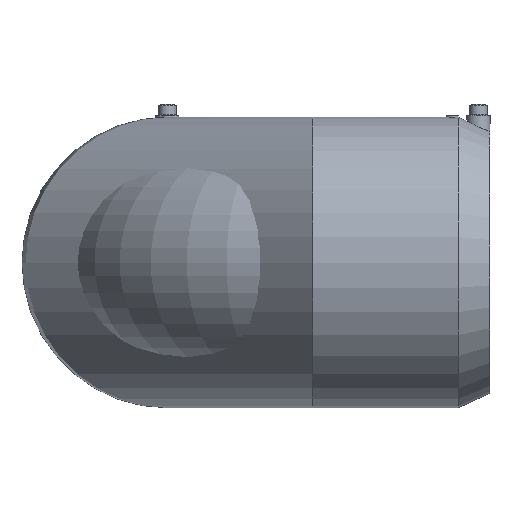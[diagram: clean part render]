
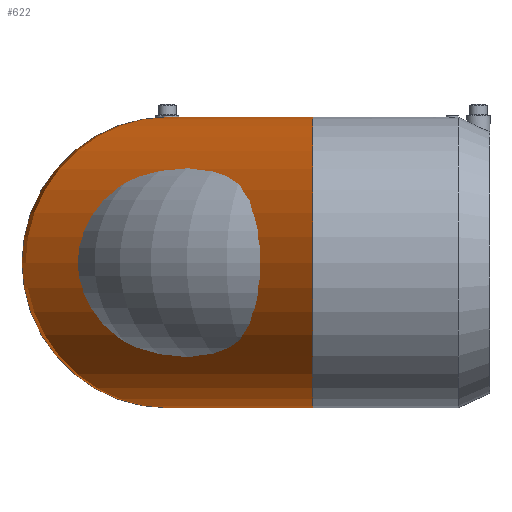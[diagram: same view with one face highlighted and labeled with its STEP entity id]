
A CAD part, left-side view. The second image highlights one B-rep face of the part: STEP entity #622.
In plain terms, the highlighted toroidal (fillet/blend) face has major radius 100.02 mm and minor radius 100 mm.
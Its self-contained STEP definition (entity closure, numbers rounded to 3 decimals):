
#15=TOROIDAL_SURFACE('',#721,100.02,100.);
#35=B_SPLINE_CURVE_WITH_KNOTS('',3,(#1284,#1285,#1286,#1287),
 .UNSPECIFIED.,.F.,.F.,(4,4),(44.428,44.428),
 .UNSPECIFIED.);
#36=B_SPLINE_CURVE_WITH_KNOTS('',3,(#1289,#1290,#1291,#1292),
 .UNSPECIFIED.,.F.,.F.,(4,4),(-0.004,0.),.UNSPECIFIED.);
#37=B_SPLINE_CURVE_WITH_KNOTS('',3,(#1298,#1299,#1300,#1301),
 .UNSPECIFIED.,.F.,.F.,(4,4),(0.,0.),.UNSPECIFIED.);
#38=B_SPLINE_CURVE_WITH_KNOTS('',3,(#1303,#1304,#1305,#1306),
 .UNSPECIFIED.,.F.,.F.,(4,4),(14.805,14.805),
 .UNSPECIFIED.);
#40=B_SPLINE_CURVE_WITH_KNOTS('',3,(#1383,#1384,#1385,#1386,#1387,#1388,
#1389,#1390,#1391,#1392,#1393,#1394,#1395,#1396,#1397,#1398,#1399,#1400,
#1401,#1402,#1403,#1404,#1405,#1406,#1407,#1408,#1409,#1410,#1411,#1412,
#1413,#1414,#1415,#1416,#1417,#1418),.UNSPECIFIED.,.F.,.F.,(4,2,2,2,2,2,
2,2,2,2,2,2,2,2,2,2,2,4),(0.,0.468,0.936,1.872,
2.808,3.744,4.665,5.586,6.508,
7.429,8.351,9.273,10.195,11.118,
12.04,12.962,13.885,14.805),
 .UNSPECIFIED.);
#41=B_SPLINE_CURVE_WITH_KNOTS('',3,(#1420,#1421,#1422,#1423,#1424,#1425,
#1426,#1427,#1428,#1429,#1430,#1431,#1432,#1433,#1434,#1435,#1436,#1437,
#1438,#1439,#1440,#1441,#1442,#1443,#1444,#1445,#1446,#1447,#1448,#1449,
#1450,#1451,#1452,#1453,#1454,#1455),.UNSPECIFIED.,.F.,.F.,(4,2,2,2,2,2,
2,2,2,2,2,2,2,2,2,2,2,4),(44.428,45.348,46.271,
47.193,48.115,49.038,49.96,50.882,
51.804,52.726,53.647,54.568,55.489,
56.425,57.361,58.297,58.765,59.233),
 .UNSPECIFIED.);
#109=FACE_OUTER_BOUND('',#161,.T.);
#161=EDGE_LOOP('',(#541,#542,#543,#544,#545,#546,#547,#548,#549));
#253=CIRCLE('',#712,100.);
#256=CIRCLE('',#720,100.);
#257=CIRCLE('',#722,100.);
#304=VERTEX_POINT('',#1281);
#305=VERTEX_POINT('',#1283);
#306=VERTEX_POINT('',#1288);
#307=VERTEX_POINT('',#1293);
#308=VERTEX_POINT('',#1295);
#309=VERTEX_POINT('',#1297);
#310=VERTEX_POINT('',#1302);
#311=VERTEX_POINT('',#1307);
#382=EDGE_CURVE('',#305,#304,#35,.T.);
#383=EDGE_CURVE('',#306,#305,#36,.T.);
#385=EDGE_CURVE('',#307,#308,#253,.T.);
#386=EDGE_CURVE('',#309,#308,#37,.T.);
#387=EDGE_CURVE('',#310,#309,#38,.T.);
#391=EDGE_CURVE('',#311,#310,#40,.T.);
#392=EDGE_CURVE('',#304,#311,#41,.T.);
#393=EDGE_CURVE('',#306,#307,#256,.T.);
#394=EDGE_CURVE('',#311,#311,#257,.T.);
#541=ORIENTED_EDGE('',*,*,#383,.T.);
#542=ORIENTED_EDGE('',*,*,#382,.T.);
#543=ORIENTED_EDGE('',*,*,#392,.T.);
#544=ORIENTED_EDGE('',*,*,#394,.T.);
#545=ORIENTED_EDGE('',*,*,#391,.T.);
#546=ORIENTED_EDGE('',*,*,#387,.T.);
#547=ORIENTED_EDGE('',*,*,#386,.T.);
#548=ORIENTED_EDGE('',*,*,#385,.F.);
#549=ORIENTED_EDGE('',*,*,#393,.F.);
#622=ADVANCED_FACE('',(#109),#15,.T.);
#712=AXIS2_PLACEMENT_3D('',#1296,#896,#897);
#720=AXIS2_PLACEMENT_3D('',#1458,#912,#913);
#721=AXIS2_PLACEMENT_3D('',#1459,#914,#915);
#722=AXIS2_PLACEMENT_3D('',#1460,#916,#917);
#896=DIRECTION('center_axis',(1.,0.,0.));
#897=DIRECTION('ref_axis',(0.,1.,0.));
#912=DIRECTION('center_axis',(1.,0.,0.));
#913=DIRECTION('ref_axis',(0.,1.,0.));
#914=DIRECTION('center_axis',(0.,0.,-1.));
#915=DIRECTION('ref_axis',(-1.,0.,0.));
#916=DIRECTION('center_axis',(0.,1.,0.));
#917=DIRECTION('ref_axis',(-1.,0.,0.));
#1281=CARTESIAN_POINT('',(100.,135.,-100.));
#1283=CARTESIAN_POINT('',(100.,135.005,-100.));
#1284=CARTESIAN_POINT('Ctrl Pts',(100.,135.005,-100.));
#1285=CARTESIAN_POINT('Ctrl Pts',(100.,135.003,-100.));
#1286=CARTESIAN_POINT('Ctrl Pts',(100.,135.002,-100.));
#1287=CARTESIAN_POINT('Ctrl Pts',(100.,135.,-100.));
#1288=CARTESIAN_POINT('',(100.02,135.005,-100.));
#1289=CARTESIAN_POINT('Ctrl Pts',(100.02,135.005,-100.));
#1290=CARTESIAN_POINT('Ctrl Pts',(100.019,135.005,-100.));
#1291=CARTESIAN_POINT('Ctrl Pts',(100.013,135.005,-100.));
#1292=CARTESIAN_POINT('Ctrl Pts',(100.,135.005,-100.));
#1293=CARTESIAN_POINT('',(100.02,135.01,100.));
#1295=CARTESIAN_POINT('',(100.02,135.005,100.));
#1296=CARTESIAN_POINT('Origin',(100.02,135.02,0.));
#1297=CARTESIAN_POINT('',(100.,135.005,100.));
#1298=CARTESIAN_POINT('Ctrl Pts',(100.,135.005,100.));
#1299=CARTESIAN_POINT('Ctrl Pts',(100.013,135.005,100.));
#1300=CARTESIAN_POINT('Ctrl Pts',(100.019,135.005,100.));
#1301=CARTESIAN_POINT('Ctrl Pts',(100.02,135.005,100.));
#1302=CARTESIAN_POINT('',(100.,135.,100.));
#1303=CARTESIAN_POINT('Ctrl Pts',(100.,135.,100.));
#1304=CARTESIAN_POINT('Ctrl Pts',(100.,135.002,100.));
#1305=CARTESIAN_POINT('Ctrl Pts',(100.,135.003,100.));
#1306=CARTESIAN_POINT('Ctrl Pts',(100.,135.005,100.));
#1307=CARTESIAN_POINT('',(100.,35.,0.));
#1383=CARTESIAN_POINT('Ctrl Pts',(100.,35.,0.));
#1384=CARTESIAN_POINT('Ctrl Pts',(100.,35.022,1.56));
#1385=CARTESIAN_POINT('Ctrl Pts',(100.,35.054,3.159));
#1386=CARTESIAN_POINT('Ctrl Pts',(100.,35.212,6.406));
#1387=CARTESIAN_POINT('Ctrl Pts',(100.,35.33,8.054));
#1388=CARTESIAN_POINT('Ctrl Pts',(100.,35.817,13.038));
#1389=CARTESIAN_POINT('Ctrl Pts',(100.,36.317,16.413));
#1390=CARTESIAN_POINT('Ctrl Pts',(100.,37.662,23.086));
#1391=CARTESIAN_POINT('Ctrl Pts',(100.,38.507,26.388));
#1392=CARTESIAN_POINT('Ctrl Pts',(100.,40.478,32.757));
#1393=CARTESIAN_POINT('Ctrl Pts',(100.,41.605,35.824));
#1394=CARTESIAN_POINT('Ctrl Pts',(100.,44.001,41.532));
#1395=CARTESIAN_POINT('Ctrl Pts',(100.,45.376,44.439));
#1396=CARTESIAN_POINT('Ctrl Pts',(100.,48.481,50.218));
#1397=CARTESIAN_POINT('Ctrl Pts',(100.,50.211,53.09));
#1398=CARTESIAN_POINT('Ctrl Pts',(100.,53.951,58.644));
#1399=CARTESIAN_POINT('Ctrl Pts',(100.,55.964,61.326));
#1400=CARTESIAN_POINT('Ctrl Pts',(100.,60.152,66.375));
#1401=CARTESIAN_POINT('Ctrl Pts',(100.,62.329,68.742));
#1402=CARTESIAN_POINT('Ctrl Pts',(100.,66.686,73.075));
#1403=CARTESIAN_POINT('Ctrl Pts',(100.,69.068,75.241));
#1404=CARTESIAN_POINT('Ctrl Pts',(100.,74.148,79.406));
#1405=CARTESIAN_POINT('Ctrl Pts',(100.,76.845,81.406));
#1406=CARTESIAN_POINT('Ctrl Pts',(100.,82.428,85.119));
#1407=CARTESIAN_POINT('Ctrl Pts',(100.,85.314,86.834));
#1408=CARTESIAN_POINT('Ctrl Pts',(100.,91.119,89.908));
#1409=CARTESIAN_POINT('Ctrl Pts',(100.,94.038,91.268));
#1410=CARTESIAN_POINT('Ctrl Pts',(100.,99.722,93.614));
#1411=CARTESIAN_POINT('Ctrl Pts',(100.,102.75,94.707));
#1412=CARTESIAN_POINT('Ctrl Pts',(100.,109.035,96.621));
#1413=CARTESIAN_POINT('Ctrl Pts',(100.,112.291,97.44));
#1414=CARTESIAN_POINT('Ctrl Pts',(100.,118.867,98.744));
#1415=CARTESIAN_POINT('Ctrl Pts',(100.,122.19,99.228));
#1416=CARTESIAN_POINT('Ctrl Pts',(100.,128.722,99.855));
#1417=CARTESIAN_POINT('Ctrl Pts',(100.,131.932,99.999));
#1418=CARTESIAN_POINT('Ctrl Pts',(100.,135.,100.));
#1420=CARTESIAN_POINT('Ctrl Pts',(100.,135.,-100.));
#1421=CARTESIAN_POINT('Ctrl Pts',(100.,131.932,-99.999));
#1422=CARTESIAN_POINT('Ctrl Pts',(100.,128.722,-99.855));
#1423=CARTESIAN_POINT('Ctrl Pts',(100.,122.19,-99.228));
#1424=CARTESIAN_POINT('Ctrl Pts',(100.,118.867,-98.744));
#1425=CARTESIAN_POINT('Ctrl Pts',(100.,112.291,-97.44));
#1426=CARTESIAN_POINT('Ctrl Pts',(100.,109.035,-96.621));
#1427=CARTESIAN_POINT('Ctrl Pts',(100.,102.75,-94.707));
#1428=CARTESIAN_POINT('Ctrl Pts',(100.,99.722,-93.614));
#1429=CARTESIAN_POINT('Ctrl Pts',(100.,94.038,-91.268));
#1430=CARTESIAN_POINT('Ctrl Pts',(100.,91.119,-89.908));
#1431=CARTESIAN_POINT('Ctrl Pts',(100.,85.314,-86.834));
#1432=CARTESIAN_POINT('Ctrl Pts',(100.,82.428,-85.119));
#1433=CARTESIAN_POINT('Ctrl Pts',(100.,76.845,-81.406));
#1434=CARTESIAN_POINT('Ctrl Pts',(100.,74.148,-79.406));
#1435=CARTESIAN_POINT('Ctrl Pts',(100.,69.068,-75.241));
#1436=CARTESIAN_POINT('Ctrl Pts',(100.,66.686,-73.075));
#1437=CARTESIAN_POINT('Ctrl Pts',(100.,62.329,-68.742));
#1438=CARTESIAN_POINT('Ctrl Pts',(100.,60.152,-66.375));
#1439=CARTESIAN_POINT('Ctrl Pts',(100.,55.964,-61.326));
#1440=CARTESIAN_POINT('Ctrl Pts',(100.,53.951,-58.644));
#1441=CARTESIAN_POINT('Ctrl Pts',(100.,50.211,-53.09));
#1442=CARTESIAN_POINT('Ctrl Pts',(100.,48.481,-50.218));
#1443=CARTESIAN_POINT('Ctrl Pts',(100.,45.376,-44.439));
#1444=CARTESIAN_POINT('Ctrl Pts',(100.,44.001,-41.532));
#1445=CARTESIAN_POINT('Ctrl Pts',(100.,41.605,-35.824));
#1446=CARTESIAN_POINT('Ctrl Pts',(100.,40.478,-32.757));
#1447=CARTESIAN_POINT('Ctrl Pts',(100.,38.507,-26.388));
#1448=CARTESIAN_POINT('Ctrl Pts',(100.,37.662,-23.086));
#1449=CARTESIAN_POINT('Ctrl Pts',(100.,36.317,-16.413));
#1450=CARTESIAN_POINT('Ctrl Pts',(100.,35.817,-13.038));
#1451=CARTESIAN_POINT('Ctrl Pts',(100.,35.33,-8.054));
#1452=CARTESIAN_POINT('Ctrl Pts',(100.,35.212,-6.406));
#1453=CARTESIAN_POINT('Ctrl Pts',(100.,35.054,-3.159));
#1454=CARTESIAN_POINT('Ctrl Pts',(100.,35.022,-1.56));
#1455=CARTESIAN_POINT('Ctrl Pts',(100.,35.,0.));
#1458=CARTESIAN_POINT('Origin',(100.02,135.02,0.));
#1459=CARTESIAN_POINT('Origin',(100.02,35.,0.));
#1460=CARTESIAN_POINT('Origin',(0.,35.,0.));
